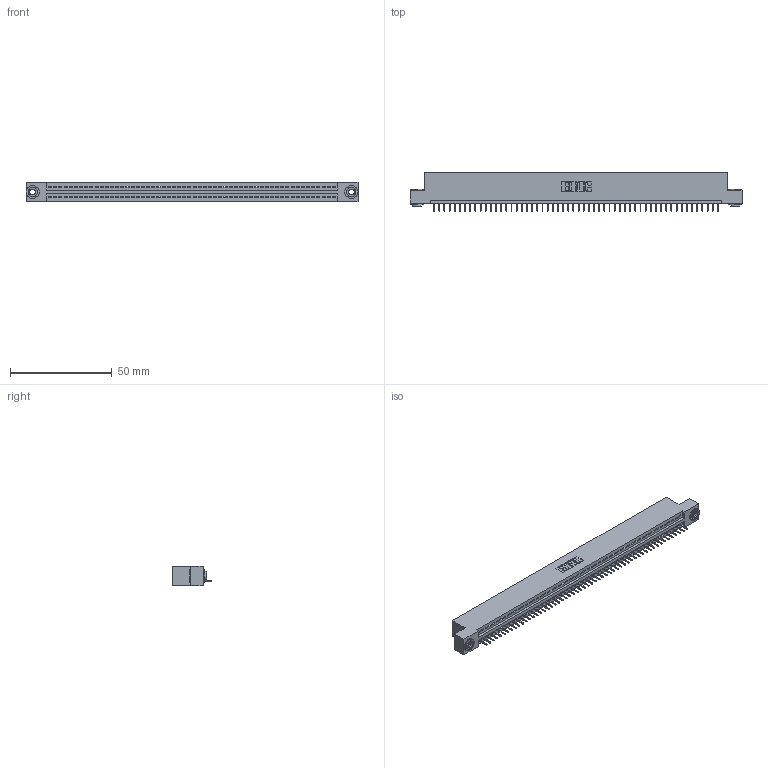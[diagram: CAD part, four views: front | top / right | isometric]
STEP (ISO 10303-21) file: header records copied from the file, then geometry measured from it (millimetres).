
FILE_DESCRIPTION (( 'STEP AP203' ), '1' );
FILE_NAME ('395-056-524-103.STEP', '2019-10-23T22:26:12', ( '' ), ( '' ), 'SwSTEP 2.0', 'SolidWorks 2016', '' );
FILE_SCHEMA (( 'CONFIG_CONTROL_DESIGN' ));
Length unit declared in the file: inch
Products named in the file (4): 345 Part_Flush Mounting Lugs - 0.156 Dia-TH; 395-056-524-103; 345-292-001_345-293-124; 345-250-002_345-250-002-102
Assembly tree (59 placements, depth 2):
  395-056-524-103
    345 Part_Flush Mounting Lugs - 0.156 Dia-TH
    345-292-001_345-293-124  x56
    345-250-002_345-250-002-102  x2
Bounding box: 163.45 x 19.35 x 9.4 mm (x, y, z)
Volume: 15437.4 mm3; surface area: 20212.4 mm2
Topology: 59 solids, 59 shells, 3636 faces, 10497 edges, 6770 vertices
Faces by surface type: plane 2666, cylinder 962, cone 8
Entity records: 40986 total; most frequent: CARTESIAN_POINT 7075, ORIENTED_EDGE 7058, DIRECTION 6191, EDGE_CURVE 3529, VECTOR 3153, LINE 3153, VERTEX_POINT 2346, AXIS2_PLACEMENT_3D 1519
